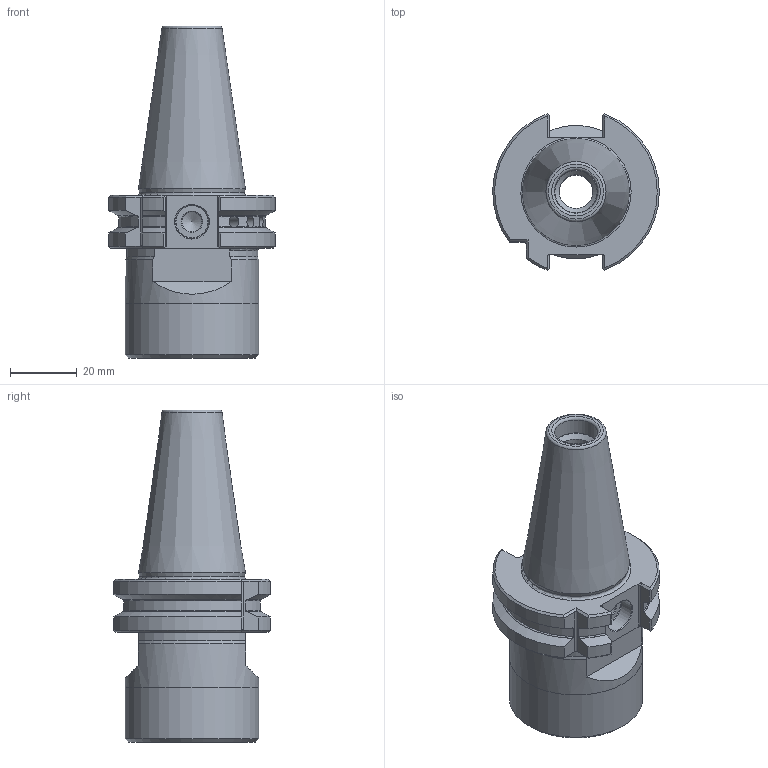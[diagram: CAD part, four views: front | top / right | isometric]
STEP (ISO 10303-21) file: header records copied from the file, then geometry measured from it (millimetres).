
FILE_DESCRIPTION(/* description */ (''),/* implementation_level */ '2;1');
FILE_NAME(/* name */ '223013220.stp',/* time_stamp */ '2021-01-08T12:43:35',/* author */ ('LRA'),/* organization */ ('REGO-FIX'),/* preprocessor_version */ ' Unknown',/* originating_system */ 'SIEMENS PLM Software Solid Edge ST10',/* authorization */ 'Unknown');
FILE_SCHEMA (('AUTOMOTIVE_DESIGN { 1 0 10303 214 2 1 1}'));
Length unit declared in the file: millimetre
Products named in the file (1): NOCUT
Bounding box: 49.99 x 46.89 x 99.65 mm (x, y, z)
Volume: 64728.2 mm3; surface area: 18962.8 mm2
Topology: 1 solids, 1 shells, 118 faces, 322 edges, 205 vertices
Faces by surface type: plane 43, cylinder 37, cone 27, torus 11
Full cylindrical faces by diameter (mm): 3.5 x3, 6 x1, 10 x1, 10.106 x1, 13 x1, 23.5 x1, 40 x2
Entity records: 4465 total; most frequent: CARTESIAN_POINT 840, ORIENTED_EDGE 570, DIRECTION 557, EDGE_CURVE 285, AXIS2_PLACEMENT_3D 221, VERTEX_POINT 199, FACE_BOUND 150, EDGE_LOOP 146
